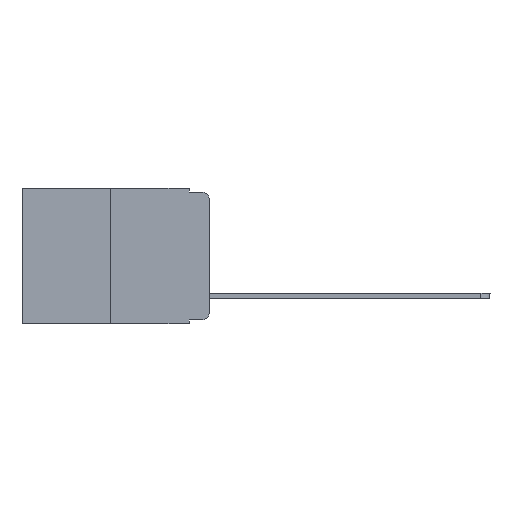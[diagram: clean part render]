
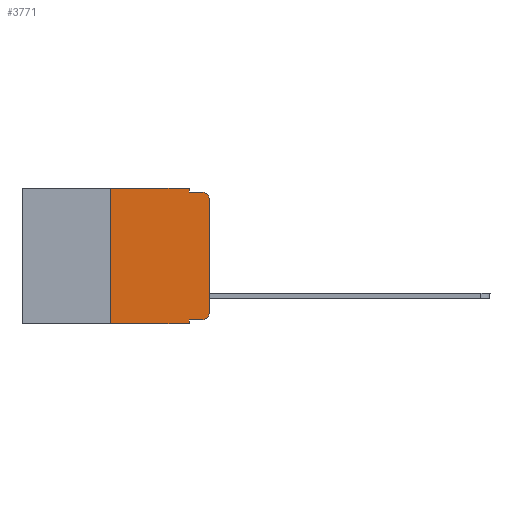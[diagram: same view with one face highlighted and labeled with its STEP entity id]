
A CAD part, left-side view. The second image highlights one B-rep face of the part: STEP entity #3771.
In plain terms, the highlighted planar face has unit normal (-1, 0, 0).
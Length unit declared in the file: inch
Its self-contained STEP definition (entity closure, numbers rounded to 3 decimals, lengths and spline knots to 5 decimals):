
#359 = VECTOR ( 'NONE', #2943, 39.37008 ) ;
#571 = DIRECTION ( 'NONE',  ( 0., 0., -1. ) ) ;
#649 = DIRECTION ( 'NONE',  ( 0., -1., 0. ) ) ;
#1063 = CARTESIAN_POINT ( 'NONE',  ( 0., 0., -0.03 ) ) ;
#1067 = FACE_OUTER_BOUND ( 'NONE', #7319, .T. ) ;
#1245 = EDGE_CURVE ( 'NONE', #18282, #12790, #16934, .T. ) ;
#2032 = EDGE_CURVE ( 'NONE', #11617, #11366, #13607, .T. ) ;
#2356 = VERTEX_POINT ( 'NONE', #1063 ) ;
#2559 = CARTESIAN_POINT ( 'NONE',  ( 0., 0.051, 0. ) ) ;
#2646 = DIRECTION ( 'NONE',  ( 0., 0., -1. ) ) ;
#2668 = VERTEX_POINT ( 'NONE', #18751 ) ;
#2876 = DIRECTION ( 'NONE',  ( 0., 0., 1. ) ) ;
#2943 = DIRECTION ( 'NONE',  ( 0., 0., -1. ) ) ;
#3089 = ORIENTED_EDGE ( 'NONE', *, *, #2032, .T. ) ;
#3156 = CARTESIAN_POINT ( 'NONE',  ( 0., 0.25, 0. ) ) ;
#3235 = CARTESIAN_POINT ( 'NONE',  ( 0., 0.051, 0. ) ) ;
#3437 = ORIENTED_EDGE ( 'NONE', *, *, #4927, .T. ) ;
#3483 = DIRECTION ( 'NONE',  ( 0., -1., 0. ) ) ;
#3583 = VECTOR ( 'NONE', #7101, 39.37008 ) ;
#3771 = ADVANCED_FACE ( 'NONE', ( #1067 ), #7089, .F. ) ;
#4170 = CARTESIAN_POINT ( 'NONE',  ( 0., 0.25, -0.343 ) ) ;
#4667 = ORIENTED_EDGE ( 'NONE', *, *, #12103, .F. ) ;
#4778 = CARTESIAN_POINT ( 'NONE',  ( 0., 0.473, 0. ) ) ;
#4927 = EDGE_CURVE ( 'NONE', #2356, #10007, #5419, .T. ) ;
#5138 = CARTESIAN_POINT ( 'NONE',  ( 0., 0.051, -0.01 ) ) ;
#5325 = VECTOR ( 'NONE', #649, 39.37008 ) ;
#5419 = CIRCLE ( 'NONE', #10189, 0.02 ) ;
#5422 = EDGE_CURVE ( 'NONE', #15329, #17055, #9553, .T. ) ;
#6279 = EDGE_CURVE ( 'NONE', #11617, #18282, #16805, .T. ) ;
#6833 = CIRCLE ( 'NONE', #17876, 0.02 ) ;
#7089 = PLANE ( 'NONE',  #13846 ) ;
#7101 = DIRECTION ( 'NONE',  ( 0., 0., -1. ) ) ;
#7319 = EDGE_LOOP ( 'NONE', ( #12345, #3437, #17080, #10088, #19223, #18429, #3089, #4667, #16991, #16247 ) ) ;
#7370 = EDGE_CURVE ( 'NONE', #17055, #17902, #6833, .T. ) ;
#7508 = DIRECTION ( 'NONE',  ( -1., 0., 0. ) ) ;
#7742 = CARTESIAN_POINT ( 'NONE',  ( 0., 0.051, 0. ) ) ;
#7986 = LINE ( 'NONE', #5138, #9377 ) ;
#8040 = EDGE_CURVE ( 'NONE', #2668, #10007, #7986, .T. ) ;
#8959 = CARTESIAN_POINT ( 'NONE',  ( 0., 0.051, -0.343 ) ) ;
#9117 = CARTESIAN_POINT ( 'NONE',  ( 0., 0.02, -0.01 ) ) ;
#9377 = VECTOR ( 'NONE', #10768, 39.37008 ) ;
#9553 = LINE ( 'NONE', #15560, #5325 ) ;
#10007 = VERTEX_POINT ( 'NONE', #9117 ) ;
#10088 = ORIENTED_EDGE ( 'NONE', *, *, #16317, .F. ) ;
#10170 = CARTESIAN_POINT ( 'NONE',  ( 0., 0.473, 0. ) ) ;
#10189 = AXIS2_PLACEMENT_3D ( 'NONE', #14095, #12523, #571 ) ;
#10199 = VECTOR ( 'NONE', #18074, 39.37008 ) ;
#10768 = DIRECTION ( 'NONE',  ( 0., -1., 0. ) ) ;
#10785 = CARTESIAN_POINT ( 'NONE',  ( 0., 0.25, 0. ) ) ;
#10789 = DIRECTION ( 'NONE',  ( 0., 0., 1. ) ) ;
#11366 = VERTEX_POINT ( 'NONE', #8959 ) ;
#11534 = EDGE_CURVE ( 'NONE', #17902, #2356, #13154, .T. ) ;
#11583 = VECTOR ( 'NONE', #10789, 39.37008 ) ;
#11617 = VERTEX_POINT ( 'NONE', #4170 ) ;
#12103 = EDGE_CURVE ( 'NONE', #15329, #11366, #18165, .T. ) ;
#12339 = CARTESIAN_POINT ( 'NONE',  ( 0., 0.473, -0.343 ) ) ;
#12345 = ORIENTED_EDGE ( 'NONE', *, *, #11534, .T. ) ;
#12523 = DIRECTION ( 'NONE',  ( -1., 0., 0. ) ) ;
#12790 = VERTEX_POINT ( 'NONE', #7742 ) ;
#12855 = CARTESIAN_POINT ( 'NONE',  ( 0., 0., -0.313 ) ) ;
#13154 = LINE ( 'NONE', #17255, #14510 ) ;
#13607 = LINE ( 'NONE', #12339, #10199 ) ;
#13846 = AXIS2_PLACEMENT_3D ( 'NONE', #10170, #16176, #2646 ) ;
#14095 = CARTESIAN_POINT ( 'NONE',  ( 0., 0.02, -0.03 ) ) ;
#14510 = VECTOR ( 'NONE', #2876, 39.37008 ) ;
#15329 = VERTEX_POINT ( 'NONE', #17627 ) ;
#15560 = CARTESIAN_POINT ( 'NONE',  ( 0., 0.051, -0.333 ) ) ;
#16176 = DIRECTION ( 'NONE',  ( 1., 0., 0. ) ) ;
#16247 = ORIENTED_EDGE ( 'NONE', *, *, #7370, .T. ) ;
#16317 = EDGE_CURVE ( 'NONE', #12790, #2668, #17869, .T. ) ;
#16805 = LINE ( 'NONE', #3156, #11583 ) ;
#16934 = LINE ( 'NONE', #4778, #18451 ) ;
#16991 = ORIENTED_EDGE ( 'NONE', *, *, #5422, .T. ) ;
#17055 = VERTEX_POINT ( 'NONE', #18577 ) ;
#17080 = ORIENTED_EDGE ( 'NONE', *, *, #8040, .F. ) ;
#17255 = CARTESIAN_POINT ( 'NONE',  ( 0., 0., 0. ) ) ;
#17627 = CARTESIAN_POINT ( 'NONE',  ( 0., 0.051, -0.333 ) ) ;
#17869 = LINE ( 'NONE', #2559, #3583 ) ;
#17876 = AXIS2_PLACEMENT_3D ( 'NONE', #17903, #7508, #19496 ) ;
#17902 = VERTEX_POINT ( 'NONE', #12855 ) ;
#17903 = CARTESIAN_POINT ( 'NONE',  ( 0., 0.02, -0.313 ) ) ;
#18074 = DIRECTION ( 'NONE',  ( 0., -1., 0. ) ) ;
#18165 = LINE ( 'NONE', #3235, #359 ) ;
#18282 = VERTEX_POINT ( 'NONE', #10785 ) ;
#18429 = ORIENTED_EDGE ( 'NONE', *, *, #6279, .F. ) ;
#18451 = VECTOR ( 'NONE', #3483, 39.37008 ) ;
#18577 = CARTESIAN_POINT ( 'NONE',  ( 0., 0.02, -0.333 ) ) ;
#18751 = CARTESIAN_POINT ( 'NONE',  ( 0., 0.051, -0.01 ) ) ;
#19223 = ORIENTED_EDGE ( 'NONE', *, *, #1245, .F. ) ;
#19496 = DIRECTION ( 'NONE',  ( 0., 0., -1. ) ) ;
